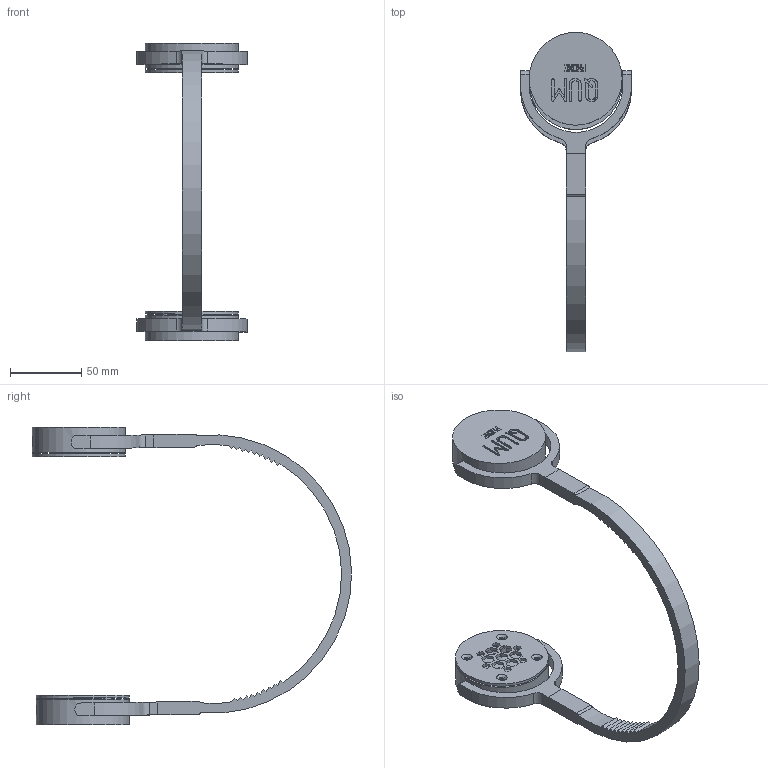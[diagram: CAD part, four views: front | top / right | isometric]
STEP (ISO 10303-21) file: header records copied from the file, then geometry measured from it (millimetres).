
FILE_DESCRIPTION(('STEP AP242'), '1');
FILE_NAME('??????', '', ('UNSPECIFIED'), ('UNSPECIFIED'), 'C3D Converter', 'C3D Toolkit', '');
FILE_SCHEMA(('AP242_MANAGED_MODEL_BASED_3D_ENGINEERING_MIM_LF { 1 0 10303 442 1 1 4 }'));
Length unit declared in the file: millimetre
Products named in the file (8): #355; #417
Assembly tree (7 placements, depth 2):
  (unnamed)
    (unnamed)
    (unnamed)
    (unnamed)
    (unnamed)
    (unnamed)
    #355
    #417
Bounding box: 77.42 x 223.35 x 208.27 mm (x, y, z)
Volume: 107530 mm3; surface area: 73100.9 mm2
Topology: 7 solids, 7 shells, 890 faces, 2420 edges, 1604 vertices
Faces by surface type: plane 492, extrusion 262, cylinder 90, cone 34, torus 12
Full cylindrical faces by diameter (mm): 3 x8, 3.1 x4, 3.3 x8, 3.6 x2, 5.6 x8, 6 x12, 6.3 x4, 6.6 x2, 10 x4, 38 x2, 40.4 x2, 41.75 x2, 65 x4
Entity records: 38071 total; most frequent: CARTESIAN_POINT 9166, ORIENTED_EDGE 4684, DIRECTION 3498, EDGE_CURVE 2342, VECTOR 1738, VERTEX_POINT 1604, LINE 1476, EDGE_LOOP 1112
